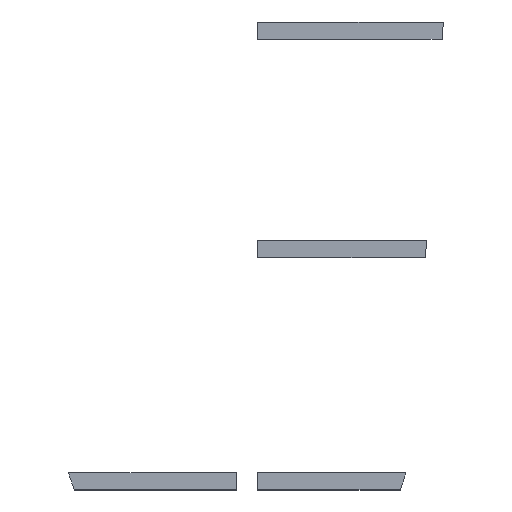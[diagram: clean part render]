
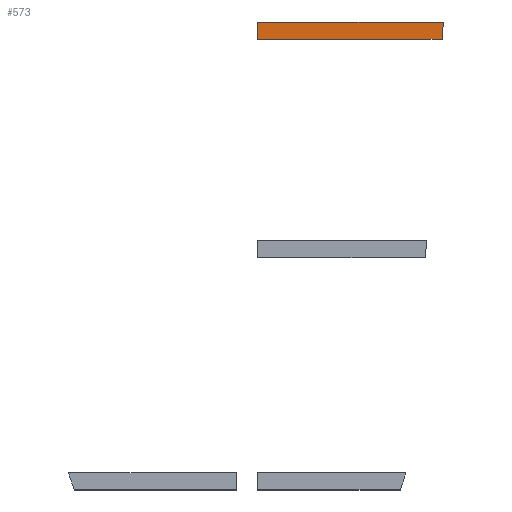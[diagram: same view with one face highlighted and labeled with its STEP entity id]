
A CAD part, top view. The second image highlights one B-rep face of the part: STEP entity #573.
In plain terms, the highlighted planar face has unit normal (0, 0, 1).
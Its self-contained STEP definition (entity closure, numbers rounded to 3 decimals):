
#167=CARTESIAN_POINT('Axis2P3D Location',(0.,0.,6.)) ;
#446=CARTESIAN_POINT('Line Origine',(195.,-125.,6.)) ;
#450=CARTESIAN_POINT('Vertex',(195.,-130.,6.)) ;
#452=CARTESIAN_POINT('Vertex',(195.,-120.,6.)) ;
#486=CARTESIAN_POINT('Line Origine',(248.199,-120.,6.)) ;
#490=CARTESIAN_POINT('Vertex',(301.398,-120.,6.)) ;
#512=CARTESIAN_POINT('Line Origine',(301.016,-125.,6.)) ;
#516=CARTESIAN_POINT('Vertex',(300.633,-130.,6.)) ;
#543=CARTESIAN_POINT('Line Origine',(247.817,-130.,6.)) ;
#448=VECTOR('Line Direction',#447,1.) ;
#488=VECTOR('Line Direction',#487,1.) ;
#514=VECTOR('Line Direction',#513,1.) ;
#545=VECTOR('Line Direction',#544,1.) ;
#168=DIRECTION('Axis2P3D Direction',(0.,0.,-1.)) ;
#169=DIRECTION('Axis2P3D XDirection',(1.,0.,0.)) ;
#447=DIRECTION('Vector Direction',(0.,1.,0.)) ;
#487=DIRECTION('Vector Direction',(-1.,0.,0.)) ;
#513=DIRECTION('Vector Direction',(-0.076,-0.997,0.)) ;
#544=DIRECTION('Vector Direction',(1.,0.,0.)) ;
#170=AXIS2_PLACEMENT_3D('Plane Axis2P3D',#167,#168,#169) ;
#449=LINE('Line',#446,#448) ;
#489=LINE('Line',#486,#488) ;
#515=LINE('Line',#512,#514) ;
#546=LINE('Line',#543,#545) ;
#171=PLANE('',#170) ;
#454=EDGE_CURVE('',#451,#453,#449,.T.) ;
#492=EDGE_CURVE('',#453,#491,#489,.F.) ;
#518=EDGE_CURVE('',#491,#517,#515,.T.) ;
#547=EDGE_CURVE('',#517,#451,#546,.F.) ;
#568=ORIENTED_EDGE('',*,*,#547,.F.) ;
#569=ORIENTED_EDGE('',*,*,#518,.F.) ;
#570=ORIENTED_EDGE('',*,*,#492,.F.) ;
#571=ORIENTED_EDGE('',*,*,#454,.F.) ;
#567=EDGE_LOOP('',(#568,#569,#570,#571)) ;
#451=VERTEX_POINT('',#450) ;
#453=VERTEX_POINT('',#452) ;
#491=VERTEX_POINT('',#490) ;
#517=VERTEX_POINT('',#516) ;
#573=ADVANCED_FACE('PartBody',(#572),#171,.F.) ;
#572=FACE_OUTER_BOUND('',#567,.T.) ;
